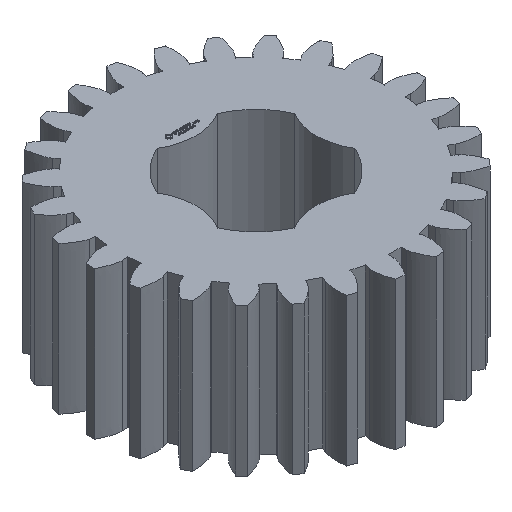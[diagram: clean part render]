
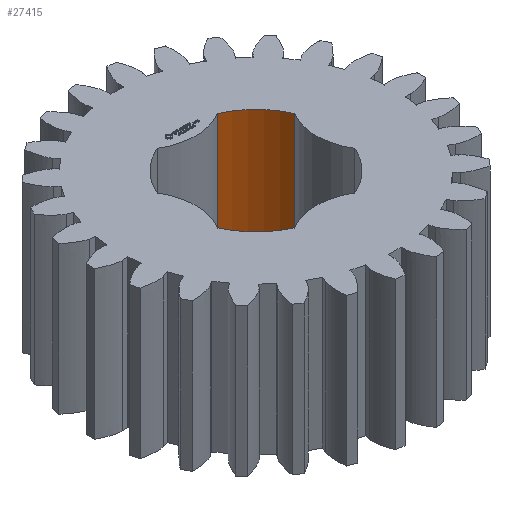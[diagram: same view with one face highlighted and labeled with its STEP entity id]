
A CAD part, isometric view. The second image highlights one B-rep face of the part: STEP entity #27415.
In plain terms, the highlighted cylindrical face has radius 6.35 mm (diameter 12.7 mm), a partial arc.
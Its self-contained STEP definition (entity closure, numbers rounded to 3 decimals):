
#93 = PLANE('',#94);
#94 = AXIS2_PLACEMENT_3D('',#95,#96,#97);
#95 = CARTESIAN_POINT('',(0.,0.,12.5));
#96 = DIRECTION('',(0.,0.,1.));
#97 = DIRECTION('',(1.,0.,0.));
#168 = PLANE('',#169);
#169 = AXIS2_PLACEMENT_3D('',#170,#171,#172);
#170 = CARTESIAN_POINT('',(0.,0.,0.));
#171 = DIRECTION('',(0.,0.,1.));
#172 = DIRECTION('',(1.,0.,0.));
#7646 = VERTEX_POINT('',#7647);
#7647 = CARTESIAN_POINT('',(2.55,5.816,0.));
#7662 = CYLINDRICAL_SURFACE('',#7663,4.9);
#7663 = AXIS2_PLACEMENT_3D('',#7664,#7665,#7666);
#7664 = CARTESIAN_POINT('',(0.,10.,0.));
#7665 = DIRECTION('',(0.,-0.,-1.));
#7666 = DIRECTION('',(0.707,0.707,0.));
#7674 = EDGE_CURVE('',#7675,#7646,#7677,.T.);
#7675 = VERTEX_POINT('',#7676);
#7676 = CARTESIAN_POINT('',(5.816,2.55,0.));
#7677 = SURFACE_CURVE('',#7678,(#7683,#7690),.PCURVE_S1.);
#7678 = CIRCLE('',#7679,6.35);
#7679 = AXIS2_PLACEMENT_3D('',#7680,#7681,#7682);
#7680 = CARTESIAN_POINT('',(0.,0.,0.));
#7681 = DIRECTION('',(0.,-0.,1.));
#7682 = DIRECTION('',(0.707,0.707,0.));
#7683 = PCURVE('',#168,#7684);
#7684 = DEFINITIONAL_REPRESENTATION('',(#7685),#7689);
#7685 = CIRCLE('',#7686,6.35);
#7686 = AXIS2_PLACEMENT_2D('',#7687,#7688);
#7687 = CARTESIAN_POINT('',(0.,0.));
#7688 = DIRECTION('',(0.707,0.707));
#7689 = ( GEOMETRIC_REPRESENTATION_CONTEXT(2) 
PARAMETRIC_REPRESENTATION_CONTEXT() REPRESENTATION_CONTEXT('2D SPACE',''
  ) );
#7690 = PCURVE('',#7691,#7696);
#7691 = CYLINDRICAL_SURFACE('',#7692,6.35);
#7692 = AXIS2_PLACEMENT_3D('',#7693,#7694,#7695);
#7693 = CARTESIAN_POINT('',(0.,0.,0.));
#7694 = DIRECTION('',(0.,-0.,-1.));
#7695 = DIRECTION('',(0.707,0.707,0.));
#7696 = DEFINITIONAL_REPRESENTATION('',(#7697),#7701);
#7697 = LINE('',#7698,#7699);
#7698 = CARTESIAN_POINT('',(-0.,0.));
#7699 = VECTOR('',#7700,1.);
#7700 = DIRECTION('',(-1.,0.));
#7701 = ( GEOMETRIC_REPRESENTATION_CONTEXT(2) 
PARAMETRIC_REPRESENTATION_CONTEXT() REPRESENTATION_CONTEXT('2D SPACE',''
  ) );
#7720 = CYLINDRICAL_SURFACE('',#7721,4.9);
#7721 = AXIS2_PLACEMENT_3D('',#7722,#7723,#7724);
#7722 = CARTESIAN_POINT('',(10.,0.,0.));
#7723 = DIRECTION('',(0.,-0.,-1.));
#7724 = DIRECTION('',(0.707,0.707,0.));
#13098 = VERTEX_POINT('',#13099);
#13099 = CARTESIAN_POINT('',(2.55,5.816,12.5));
#13121 = EDGE_CURVE('',#13122,#13098,#13124,.T.);
#13122 = VERTEX_POINT('',#13123);
#13123 = CARTESIAN_POINT('',(5.816,2.55,12.5));
#13124 = SURFACE_CURVE('',#13125,(#13130,#13137),.PCURVE_S1.);
#13125 = CIRCLE('',#13126,6.35);
#13126 = AXIS2_PLACEMENT_3D('',#13127,#13128,#13129);
#13127 = CARTESIAN_POINT('',(0.,0.,12.5)
  );
#13128 = DIRECTION('',(0.,-0.,1.));
#13129 = DIRECTION('',(0.707,0.707,0.));
#13130 = PCURVE('',#93,#13131);
#13131 = DEFINITIONAL_REPRESENTATION('',(#13132),#13136);
#13132 = CIRCLE('',#13133,6.35);
#13133 = AXIS2_PLACEMENT_2D('',#13134,#13135);
#13134 = CARTESIAN_POINT('',(0.,0.));
#13135 = DIRECTION('',(0.707,0.707));
#13136 = ( GEOMETRIC_REPRESENTATION_CONTEXT(2) 
PARAMETRIC_REPRESENTATION_CONTEXT() REPRESENTATION_CONTEXT('2D SPACE',''
  ) );
#13137 = PCURVE('',#7691,#13138);
#13138 = DEFINITIONAL_REPRESENTATION('',(#13139),#13143);
#13139 = LINE('',#13140,#13141);
#13140 = CARTESIAN_POINT('',(-0.,-12.5));
#13141 = VECTOR('',#13142,1.);
#13142 = DIRECTION('',(-1.,0.));
#13143 = ( GEOMETRIC_REPRESENTATION_CONTEXT(2) 
PARAMETRIC_REPRESENTATION_CONTEXT() REPRESENTATION_CONTEXT('2D SPACE',''
  ) );
#27392 = EDGE_CURVE('',#7675,#13122,#27393,.T.);
#27393 = SURFACE_CURVE('',#27394,(#27398,#27405),.PCURVE_S1.);
#27394 = LINE('',#27395,#27396);
#27395 = CARTESIAN_POINT('',(5.816,2.55,0.));
#27396 = VECTOR('',#27397,1.);
#27397 = DIRECTION('',(0.,0.,1.));
#27398 = PCURVE('',#7720,#27399);
#27399 = DEFINITIONAL_REPRESENTATION('',(#27400),#27404);
#27400 = LINE('',#27401,#27402);
#27401 = CARTESIAN_POINT('',(-1.809,0.));
#27402 = VECTOR('',#27403,1.);
#27403 = DIRECTION('',(-0.,-1.));
#27404 = ( GEOMETRIC_REPRESENTATION_CONTEXT(2) 
PARAMETRIC_REPRESENTATION_CONTEXT() REPRESENTATION_CONTEXT('2D SPACE',''
  ) );
#27405 = PCURVE('',#7691,#27406);
#27406 = DEFINITIONAL_REPRESENTATION('',(#27407),#27411);
#27407 = LINE('',#27408,#27409);
#27408 = CARTESIAN_POINT('',(-5.911,0.));
#27409 = VECTOR('',#27410,1.);
#27410 = DIRECTION('',(-0.,-1.));
#27411 = ( GEOMETRIC_REPRESENTATION_CONTEXT(2) 
PARAMETRIC_REPRESENTATION_CONTEXT() REPRESENTATION_CONTEXT('2D SPACE',''
  ) );
#27415 = ADVANCED_FACE('',(#27416),#7691,.F.);
#27416 = FACE_BOUND('',#27417,.T.);
#27417 = EDGE_LOOP('',(#27418,#27419,#27420,#27441));
#27418 = ORIENTED_EDGE('',*,*,#27392,.T.);
#27419 = ORIENTED_EDGE('',*,*,#13121,.T.);
#27420 = ORIENTED_EDGE('',*,*,#27421,.F.);
#27421 = EDGE_CURVE('',#7646,#13098,#27422,.T.);
#27422 = SURFACE_CURVE('',#27423,(#27427,#27434),.PCURVE_S1.);
#27423 = LINE('',#27424,#27425);
#27424 = CARTESIAN_POINT('',(2.55,5.816,0.));
#27425 = VECTOR('',#27426,1.);
#27426 = DIRECTION('',(0.,0.,1.));
#27427 = PCURVE('',#7691,#27428);
#27428 = DEFINITIONAL_REPRESENTATION('',(#27429),#27433);
#27429 = LINE('',#27430,#27431);
#27430 = CARTESIAN_POINT('',(-6.655,0.));
#27431 = VECTOR('',#27432,1.);
#27432 = DIRECTION('',(-0.,-1.));
#27433 = ( GEOMETRIC_REPRESENTATION_CONTEXT(2) 
PARAMETRIC_REPRESENTATION_CONTEXT() REPRESENTATION_CONTEXT('2D SPACE',''
  ) );
#27434 = PCURVE('',#7662,#27435);
#27435 = DEFINITIONAL_REPRESENTATION('',(#27436),#27440);
#27436 = LINE('',#27437,#27438);
#27437 = CARTESIAN_POINT('',(-4.474,0.));
#27438 = VECTOR('',#27439,1.);
#27439 = DIRECTION('',(-0.,-1.));
#27440 = ( GEOMETRIC_REPRESENTATION_CONTEXT(2) 
PARAMETRIC_REPRESENTATION_CONTEXT() REPRESENTATION_CONTEXT('2D SPACE',''
  ) );
#27441 = ORIENTED_EDGE('',*,*,#7674,.F.);
